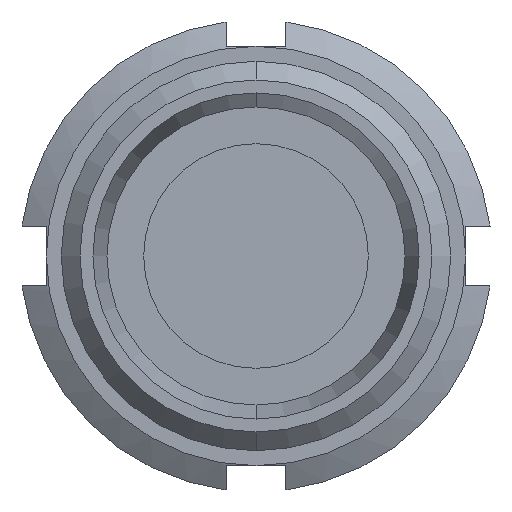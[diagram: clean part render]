
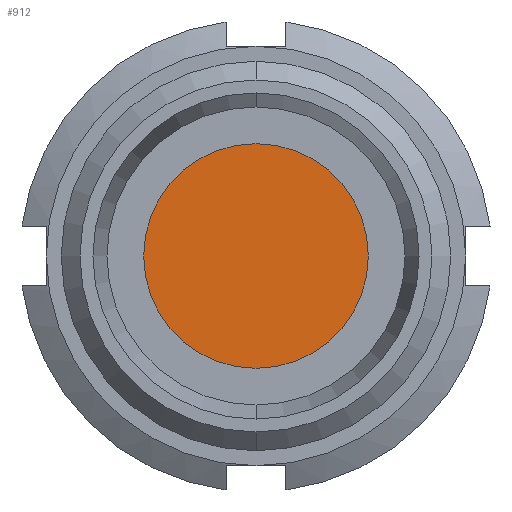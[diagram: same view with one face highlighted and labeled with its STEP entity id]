
A CAD part, left-side view. The second image highlights one B-rep face of the part: STEP entity #912.
In plain terms, the highlighted planar face has unit normal (-1, 0, 0).
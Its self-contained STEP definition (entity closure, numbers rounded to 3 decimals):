
#156 = AXIS2_PLACEMENT_3D ( 'NONE', #2153, #368, #2183 ) ;
#175 = EDGE_CURVE ( 'NONE', #998, #2366, #1373, .T. ) ;
#368 = DIRECTION ( 'NONE',  ( -1., 0., 0. ) ) ;
#842 = DIRECTION ( 'NONE',  ( 0., 0., -1. ) ) ;
#855 = CARTESIAN_POINT ( 'NONE',  ( -115., 0., -15. ) ) ;
#888 = PLANE ( 'NONE',  #1145 ) ;
#912 = ADVANCED_FACE ( 'NONE', ( #3137 ), #888, .F. ) ;
#998 = VERTEX_POINT ( 'NONE', #3284 ) ;
#1145 = AXIS2_PLACEMENT_3D ( 'NONE', #855, #1576, #842 ) ;
#1373 = CIRCLE ( 'NONE', #2227, 15. ) ;
#1576 = DIRECTION ( 'NONE',  ( 1., 0., 0. ) ) ;
#2153 = CARTESIAN_POINT ( 'NONE',  ( -115., 0., 0. ) ) ;
#2183 = DIRECTION ( 'NONE',  ( 0., 0., 1. ) ) ;
#2203 = ORIENTED_EDGE ( 'NONE', *, *, #175, .T. ) ;
#2227 = AXIS2_PLACEMENT_3D ( 'NONE', #2983, #2980, #3018 ) ;
#2366 = VERTEX_POINT ( 'NONE', #2989 ) ;
#2623 = ORIENTED_EDGE ( 'NONE', *, *, #3258, .T. ) ;
#2978 = EDGE_LOOP ( 'NONE', ( #2203, #2623 ) ) ;
#2980 = DIRECTION ( 'NONE',  ( -1., 0., 0. ) ) ;
#2983 = CARTESIAN_POINT ( 'NONE',  ( -115., 0., 0. ) ) ;
#2989 = CARTESIAN_POINT ( 'NONE',  ( -115., 0., -15. ) ) ;
#3018 = DIRECTION ( 'NONE',  ( 0., 0., 1. ) ) ;
#3039 = CIRCLE ( 'NONE', #156, 15. ) ;
#3137 = FACE_OUTER_BOUND ( 'NONE', #2978, .T. ) ;
#3258 = EDGE_CURVE ( 'NONE', #2366, #998, #3039, .T. ) ;
#3284 = CARTESIAN_POINT ( 'NONE',  ( -115., 0., 15. ) ) ;
